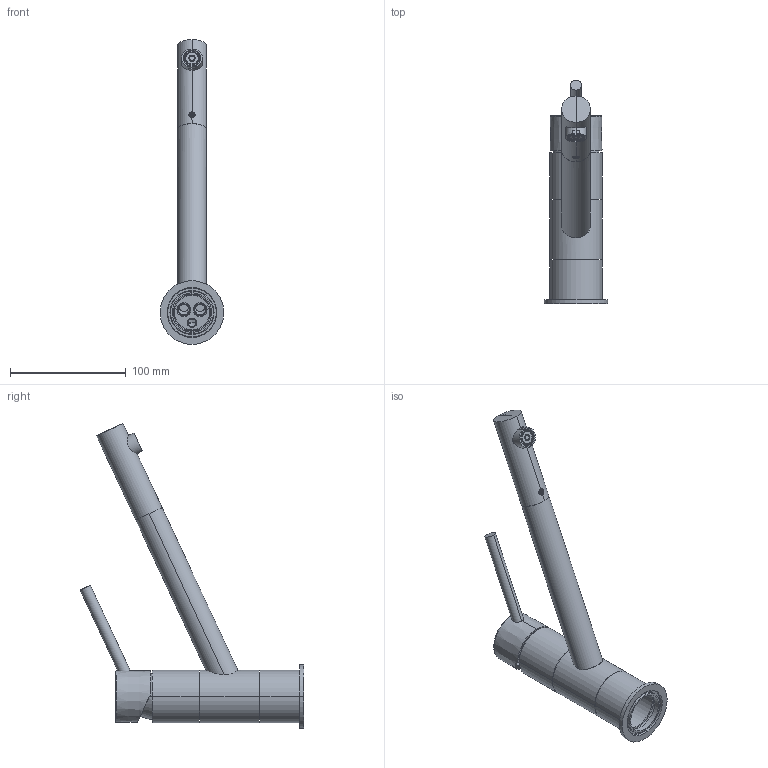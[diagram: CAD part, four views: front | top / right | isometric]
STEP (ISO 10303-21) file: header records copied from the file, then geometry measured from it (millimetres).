
FILE_DESCRIPTION((''),'2;1');
FILE_NAME('BI182CR','2021-04-13T08:48:07',('ut3'),('PAFFONI SpA'),'CREO PARAMETRIC BY PTC INC, 2020044','CREO PARAMETRIC BY PTC INC, 2020044','');
FILE_SCHEMA(('CONFIG_CONTROL_DESIGN','SHAPE_APPEARANCE_LAYERS_GROUPS'));
Length unit declared in the file: millimetre
Products named in the file (1): BI182CR
Bounding box: 55 x 192.94 x 263.07 mm (x, y, z)
Volume: 225843.4 mm3; surface area: 115483.7 mm2
Topology: 2 solids, 3 shells, 1229 faces, 3183 edges, 1996 vertices
Faces by surface type: plane 639, cylinder 337, cone 94, torus 91, bspline 44, sphere 24
Entity records: 51543 total; most frequent: CARTESIAN_POINT 13624, ORIENTED_EDGE 6330, DIRECTION 6093, EDGE_CURVE 3165, AXIS2_PLACEMENT_3D 2217, VERTEX_POINT 1997, VECTOR 1659, LINE 1659
